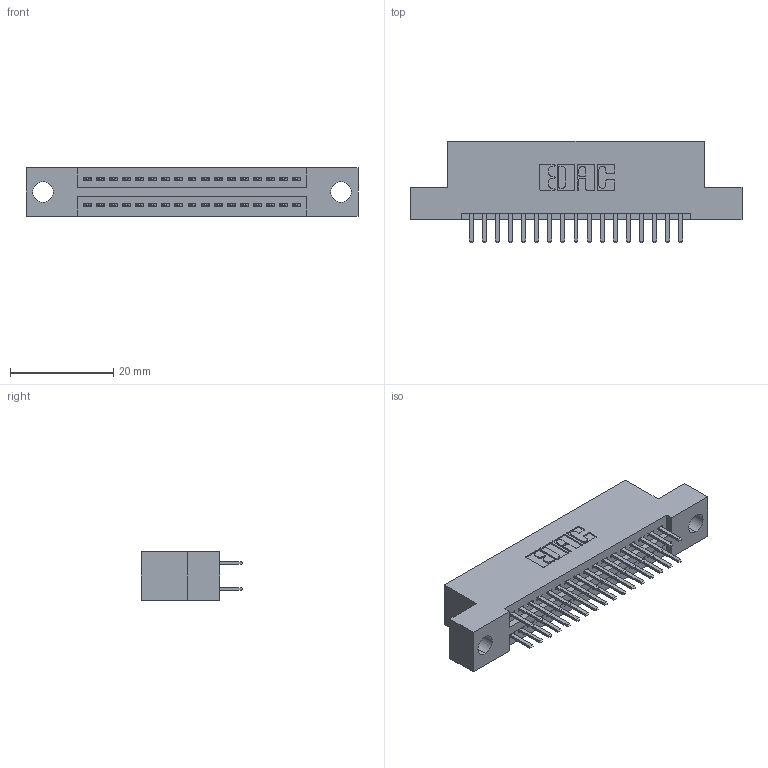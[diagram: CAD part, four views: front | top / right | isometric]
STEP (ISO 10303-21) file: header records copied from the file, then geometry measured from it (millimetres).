
FILE_DESCRIPTION (( 'STEP AP203' ), '1' );
FILE_NAME ('395-034-520-204.STEP', '2018-11-13T04:48:56', ( '' ), ( '' ), 'SwSTEP 2.0', 'SolidWorks 2016', '' );
FILE_SCHEMA (( 'CONFIG_CONTROL_DESIGN' ));
Length unit declared in the file: inch
Products named in the file (3): 345-292-001_345-293-120; 395-034-520-204; 345 Part_Flush Mounting Lugs - 0.156 Dia-TH
Assembly tree (35 placements, depth 2):
  395-034-520-204
    345 Part_Flush Mounting Lugs - 0.156 Dia-TH
    345-292-001_345-293-120  x34
Bounding box: 64.39 x 19.68 x 9.4 mm (x, y, z)
Volume: 5919.9 mm3; surface area: 8049.9 mm2
Topology: 35 solids, 35 shells, 1962 faces, 5679 edges, 3694 vertices
Faces by surface type: plane 1270, cylinder 692
Entity records: 16821 total; most frequent: CARTESIAN_POINT 2856, ORIENTED_EDGE 2778, DIRECTION 2537, EDGE_CURVE 1389, VECTOR 1185, LINE 1185, VERTEX_POINT 922, AXIS2_PLACEMENT_3D 676
